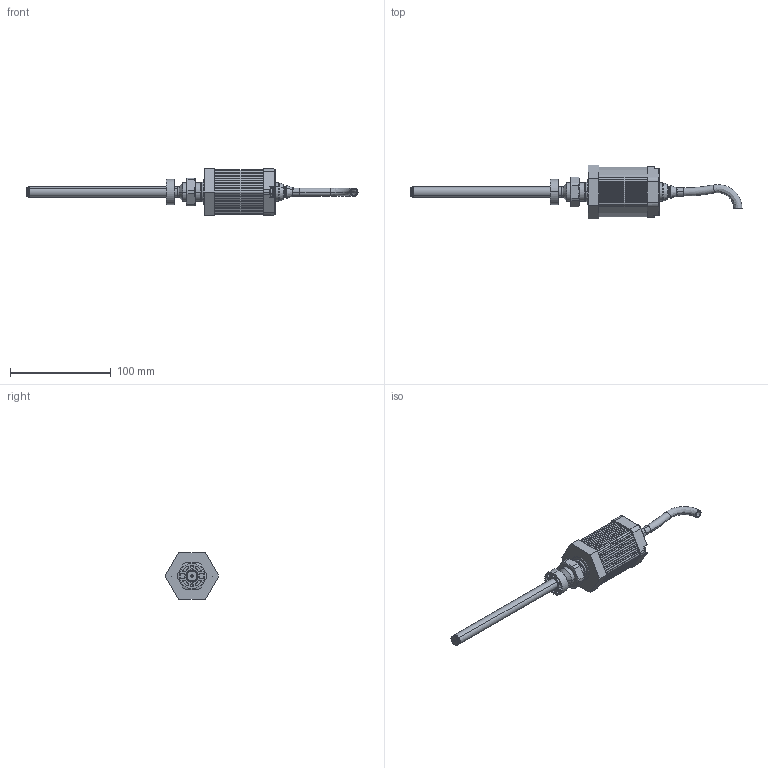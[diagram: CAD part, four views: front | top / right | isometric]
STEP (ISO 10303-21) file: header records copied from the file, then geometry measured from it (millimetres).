
FILE_DESCRIPTION (( 'STEP AP214' ), '1' );
FILE_NAME ('TMI_xxxx_003_xxx_201_02.STEP', '2008-03-26T10:33:44', ( 'novotechnik' ), ( 'novotechnik' ), 'SwSTEP 2.0', 'SolidWorks 2007', '' );
FILE_SCHEMA (( 'AUTOMOTIVE_DESIGN' ));
Length unit declared in the file: millimetre
Products named in the file (16): 516114_Flansch_f黵_Stecker_IEC_130-9~00_Standard; 517559_Kabeltülle~00_Standard; Typenschild~00ID-1_Standard; Stab,_geschnitten~00ID-1_Standard; Magnetträger~00ID-1_Standard; Gehäuse_TMI~00ID-1_Standard; TMI_xxxx_003_xxx_201_02; Schweissnaht_innen~00ID-1_Standard; Anschlussflansch_Stabseite~00ID-1_Standard; Endstück_N~00ID-1_Standard; Schraube-1_Standard; Sechskantmutter_M18x1,5_ISO_8675~00ID-1_Standard; Schweissnaht_aussen_1~00ID-1_Standard; Schweissnaht_aussen_2~00ID-1_Standard; Kabelabgang_Isolierung~00ID-1_Standard; O-Ring_15,4x2,1~00ID-1_Standard
Assembly tree (16 placements, depth 2):
  TMI_xxxx_003_xxx_201_02
    Schweissnaht_aussen_1~00ID-1_Standard
    Schraube-1_Standard  x2
    Gehäuse_TMI~00ID-1_Standard
    Schweissnaht_aussen_2~00ID-1_Standard
    Anschlussflansch_Stabseite~00ID-1_Standard
    Typenschild~00ID-1_Standard
    Schweissnaht_innen~00ID-1_Standard
    Endstück_N~00ID-1_Standard
    Magnetträger~00ID-1_Standard
    516114_Flansch_f黵_Stecker_IEC_130-9~00_Standard
    Kabelabgang_Isolierung~00ID-1_Standard
    Stab,_geschnitten~00ID-1_Standard
    517559_Kabeltülle~00_Standard
    Sechskantmutter_M18x1,5_ISO_8675~00ID-1_Standard
    O-Ring_15,4x2,1~00ID-1_Standard
Bounding box: 329.33 x 53.12 x 46 mm (x, y, z)
Volume: 129369.2 mm3; surface area: 51499.7 mm2
Topology: 16 solids, 16 shells, 1361 faces, 3523 edges, 2265 vertices
Faces by surface type: plane 463, cylinder 382, bspline 322, cone 140, torus 50, sphere 4
Entity records: 63618 total; most frequent: CARTESIAN_POINT 19531, ORIENTED_EDGE 6906, DIRECTION 5842, EDGE_CURVE 3453, VERTEX_POINT 2230, AXIS2_PLACEMENT_3D 2032, LINE 1778, VECTOR 1778
